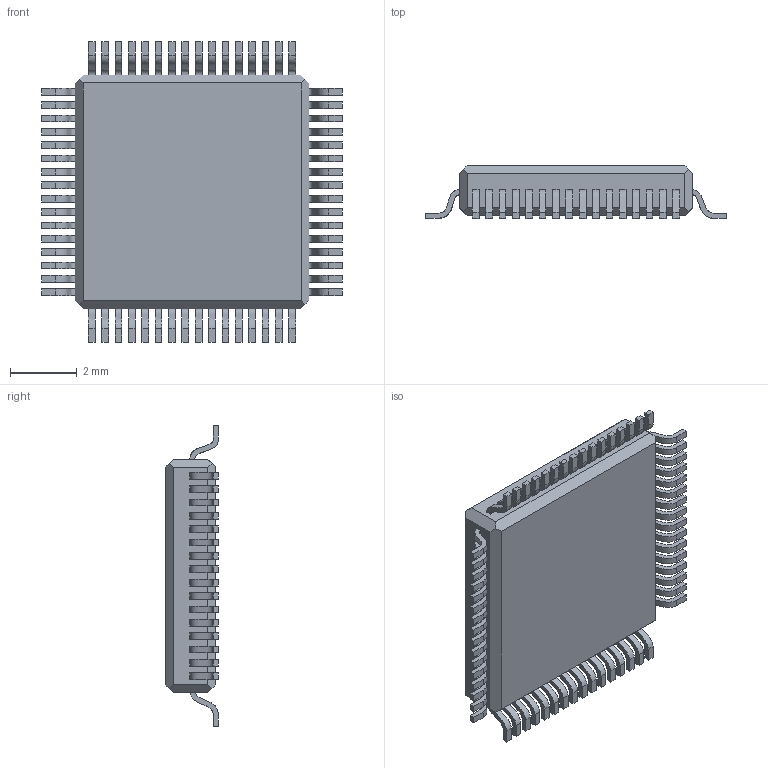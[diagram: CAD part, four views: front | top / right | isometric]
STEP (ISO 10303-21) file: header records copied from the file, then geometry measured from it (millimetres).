
FILE_DESCRIPTION (( 'STEP AP214' ), '1' );
FILE_NAME ('User Library-LQFP64_7x7mm.STEP', '2019-08-01T12:33:07', ( '' ), ( '' ), 'SwSTEP 2.0', 'SolidWorks 2019', '' );
FILE_SCHEMA (( 'AUTOMOTIVE_DESIGN' ));
Length unit declared in the file: millimetre
Products named in the file (1): User Library-LQFP64_7x7mm
Bounding box: 9 x 1.57 x 9 mm (x, y, z)
Volume: 74.5 mm3; surface area: 193.4 mm2
Topology: 1 solids, 1 shells, 471 faces, 1214 edges, 810 vertices
Faces by surface type: plane 339, bspline 130, cylinder 2
Entity records: 21421 total; most frequent: CARTESIAN_POINT 10510, ORIENTED_EDGE 2428, DIRECTION 1646, EDGE_CURVE 1214, LINE 946, VECTOR 946, VERTEX_POINT 810, EDGE_LOOP 536
